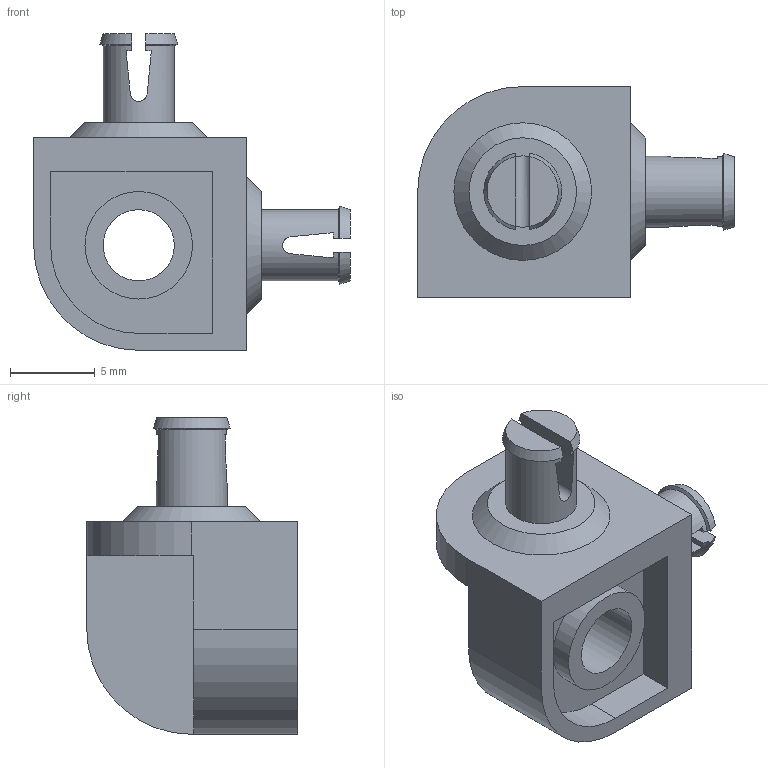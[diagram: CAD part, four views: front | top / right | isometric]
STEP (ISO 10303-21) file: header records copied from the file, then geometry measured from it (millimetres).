
FILE_DESCRIPTION((''),'2;1');
FILE_NAME('228-2500-127 Rev4.stp','2014-01-15T17:16:43',('jessica_knerr'),(''),'Autodesk Inventor 2013','Autodesk Inventor 2013','');
FILE_SCHEMA(('AUTOMOTIVE_DESIGN { 1 0 10303 214 1 1 1 1 }'));
Length unit declared in the file: millimetre
Products named in the file (1): 228-2500-127 Rev4
Bounding box: 18.69 x 12.43 x 18.69 mm (x, y, z)
Volume: 1022.5 mm3; surface area: 1305.7 mm2
Topology: 1 solids, 1 shells, 59 faces, 150 edges, 100 vertices
Faces by surface type: plane 37, cylinder 12, cone 10
Full cylindrical faces by diameter (mm): 4.2 x3, 6.35 x2
Entity records: 1837 total; most frequent: CARTESIAN_POINT 399, DIRECTION 291, ORIENTED_EDGE 282, EDGE_CURVE 141, AXIS2_PLACEMENT_3D 110, VERTEX_POINT 98, EDGE_LOOP 75, VECTOR 71
